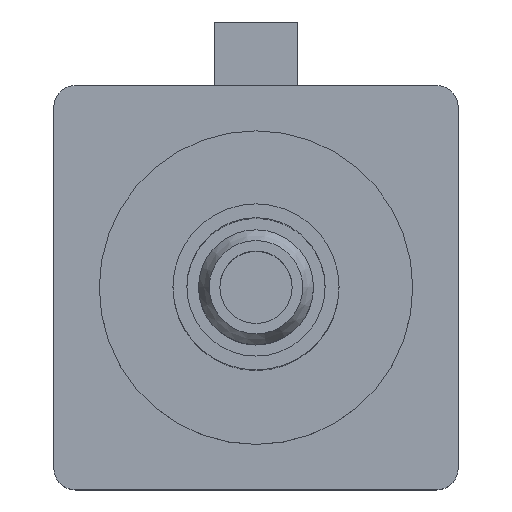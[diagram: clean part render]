
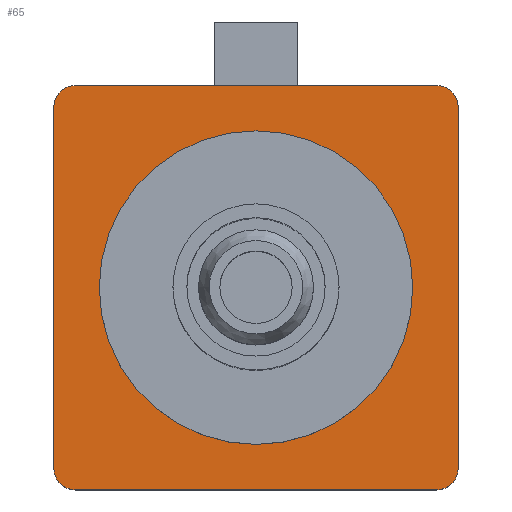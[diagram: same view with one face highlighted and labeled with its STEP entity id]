
A CAD part, top view. The second image highlights one B-rep face of the part: STEP entity #65.
In plain terms, the highlighted planar face has unit normal (0, 0, 1).
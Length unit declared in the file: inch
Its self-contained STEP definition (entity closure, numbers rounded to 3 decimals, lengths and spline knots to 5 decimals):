
#9 = ORIENTED_EDGE ( 'NONE', *, *, #1437, .T. ) ;
#16 = CARTESIAN_POINT ( 'NONE',  ( 0., 0., 0. ) ) ;
#29 = CIRCLE ( 'NONE', #346, 0.145 ) ;
#65 = ADVANCED_FACE ( 'NONE', ( #489, #433 ), #1136, .F. ) ;
#83 = EDGE_CURVE ( 'NONE', #388, #1204, #470, .T. ) ;
#143 = DIRECTION ( 'NONE',  ( 0., 0., 1. ) ) ;
#166 = CARTESIAN_POINT ( 'NONE',  ( 0.18701, 0.16701, 0. ) ) ;
#167 = CARTESIAN_POINT ( 'NONE',  ( -0.16701, 0.16701, 0. ) ) ;
#187 = DIRECTION ( 'NONE',  ( 0., 0., 1. ) ) ;
#275 = CARTESIAN_POINT ( 'NONE',  ( -0.16701, -0.18701, 0. ) ) ;
#291 = EDGE_CURVE ( 'NONE', #939, #1016, #683, .T. ) ;
#302 = CARTESIAN_POINT ( 'NONE',  ( 0.18701, -0.18701, 0. ) ) ;
#340 = DIRECTION ( 'NONE',  ( -1., 0., 0. ) ) ;
#346 = AXIS2_PLACEMENT_3D ( 'NONE', #16, #1474, #942 ) ;
#361 = CARTESIAN_POINT ( 'NONE',  ( -0.18701, -0.18701, 0. ) ) ;
#369 = CARTESIAN_POINT ( 'NONE',  ( -0.18701, -0.16701, 0. ) ) ;
#373 = DIRECTION ( 'NONE',  ( 0., 0., -1. ) ) ;
#374 = ORIENTED_EDGE ( 'NONE', *, *, #1608, .F. ) ;
#384 = CARTESIAN_POINT ( 'NONE',  ( -0.18701, 0.16701, 0. ) ) ;
#388 = VERTEX_POINT ( 'NONE', #384 ) ;
#398 = EDGE_CURVE ( 'NONE', #969, #1386, #1161, .T. ) ;
#408 = CARTESIAN_POINT ( 'NONE',  ( -0.16701, 0.18701, 0. ) ) ;
#433 = FACE_BOUND ( 'NONE', #1296, .T. ) ;
#439 = EDGE_CURVE ( 'NONE', #1016, #774, #645, .T. ) ;
#440 = CIRCLE ( 'NONE', #1171, 0.02 ) ;
#459 = VECTOR ( 'NONE', #1021, 39.37008 ) ;
#470 = LINE ( 'NONE', #1247, #980 ) ;
#489 = FACE_OUTER_BOUND ( 'NONE', #822, .T. ) ;
#501 = DIRECTION ( 'NONE',  ( -1., 0., 0. ) ) ;
#560 = DIRECTION ( 'NONE',  ( -1., 0., 0. ) ) ;
#581 = ORIENTED_EDGE ( 'NONE', *, *, #1321, .T. ) ;
#624 = ORIENTED_EDGE ( 'NONE', *, *, #439, .T. ) ;
#645 = CIRCLE ( 'NONE', #720, 0.02 ) ;
#669 = VERTEX_POINT ( 'NONE', #1097 ) ;
#673 = VERTEX_POINT ( 'NONE', #166 ) ;
#683 = LINE ( 'NONE', #361, #1337 ) ;
#684 = CARTESIAN_POINT ( 'NONE',  ( 0.16701, -0.18701, 0. ) ) ;
#720 = AXIS2_PLACEMENT_3D ( 'NONE', #1306, #143, #1446 ) ;
#774 = VERTEX_POINT ( 'NONE', #819 ) ;
#775 = DIRECTION ( 'NONE',  ( -1., 0., 0. ) ) ;
#816 = ORIENTED_EDGE ( 'NONE', *, *, #1009, .T. ) ;
#819 = CARTESIAN_POINT ( 'NONE',  ( 0.18701, -0.16701, 0. ) ) ;
#822 = EDGE_LOOP ( 'NONE', ( #9, #1274, #1248, #816, #1392, #581, #1010, #624 ) ) ;
#903 = DIRECTION ( 'NONE',  ( 0., 0., 1. ) ) ;
#910 = CARTESIAN_POINT ( 'NONE',  ( 0.16701, 0.18701, 0. ) ) ;
#913 = DIRECTION ( 'NONE',  ( 0., 1., 0. ) ) ;
#938 = AXIS2_PLACEMENT_3D ( 'NONE', #1170, #903, #775 ) ;
#939 = VERTEX_POINT ( 'NONE', #275 ) ;
#942 = DIRECTION ( 'NONE',  ( -1., 0., 0. ) ) ;
#969 = VERTEX_POINT ( 'NONE', #910 ) ;
#980 = VECTOR ( 'NONE', #1393, 39.37008 ) ;
#1009 = EDGE_CURVE ( 'NONE', #1386, #388, #1545, .T. ) ;
#1010 = ORIENTED_EDGE ( 'NONE', *, *, #291, .T. ) ;
#1013 = CIRCLE ( 'NONE', #938, 0.02 ) ;
#1016 = VERTEX_POINT ( 'NONE', #684 ) ;
#1021 = DIRECTION ( 'NONE',  ( -1., 0., 0. ) ) ;
#1059 = EDGE_CURVE ( 'NONE', #673, #969, #440, .T. ) ;
#1097 = CARTESIAN_POINT ( 'NONE',  ( -0.145, 0., 0. ) ) ;
#1111 = DIRECTION ( 'NONE',  ( 1., 0., 0. ) ) ;
#1136 = PLANE ( 'NONE',  #1157 ) ;
#1157 = AXIS2_PLACEMENT_3D ( 'NONE', #1258, #373, #501 ) ;
#1158 = AXIS2_PLACEMENT_3D ( 'NONE', #167, #1200, #560 ) ;
#1161 = LINE ( 'NONE', #1665, #459 ) ;
#1170 = CARTESIAN_POINT ( 'NONE',  ( -0.16701, -0.16701, 0. ) ) ;
#1171 = AXIS2_PLACEMENT_3D ( 'NONE', #1230, #187, #340 ) ;
#1200 = DIRECTION ( 'NONE',  ( 0., 0., 1. ) ) ;
#1204 = VERTEX_POINT ( 'NONE', #369 ) ;
#1230 = CARTESIAN_POINT ( 'NONE',  ( 0.16701, 0.16701, 0. ) ) ;
#1247 = CARTESIAN_POINT ( 'NONE',  ( -0.18701, -0.18701, 0. ) ) ;
#1248 = ORIENTED_EDGE ( 'NONE', *, *, #398, .T. ) ;
#1258 = CARTESIAN_POINT ( 'NONE',  ( 0., 0., 0. ) ) ;
#1274 = ORIENTED_EDGE ( 'NONE', *, *, #1059, .T. ) ;
#1296 = EDGE_LOOP ( 'NONE', ( #374 ) ) ;
#1306 = CARTESIAN_POINT ( 'NONE',  ( 0.16701, -0.16701, 0. ) ) ;
#1321 = EDGE_CURVE ( 'NONE', #1204, #939, #1013, .T. ) ;
#1337 = VECTOR ( 'NONE', #1111, 39.37008 ) ;
#1377 = VECTOR ( 'NONE', #913, 39.37008 ) ;
#1386 = VERTEX_POINT ( 'NONE', #408 ) ;
#1392 = ORIENTED_EDGE ( 'NONE', *, *, #83, .T. ) ;
#1393 = DIRECTION ( 'NONE',  ( 0., -1., 0. ) ) ;
#1402 = LINE ( 'NONE', #302, #1377 ) ;
#1437 = EDGE_CURVE ( 'NONE', #774, #673, #1402, .T. ) ;
#1446 = DIRECTION ( 'NONE',  ( -1., 0., 0. ) ) ;
#1474 = DIRECTION ( 'NONE',  ( 0., 0., 1. ) ) ;
#1545 = CIRCLE ( 'NONE', #1158, 0.02 ) ;
#1608 = EDGE_CURVE ( 'NONE', #669, #669, #29, .T. ) ;
#1665 = CARTESIAN_POINT ( 'NONE',  ( -0.18701, 0.18701, 0. ) ) ;
